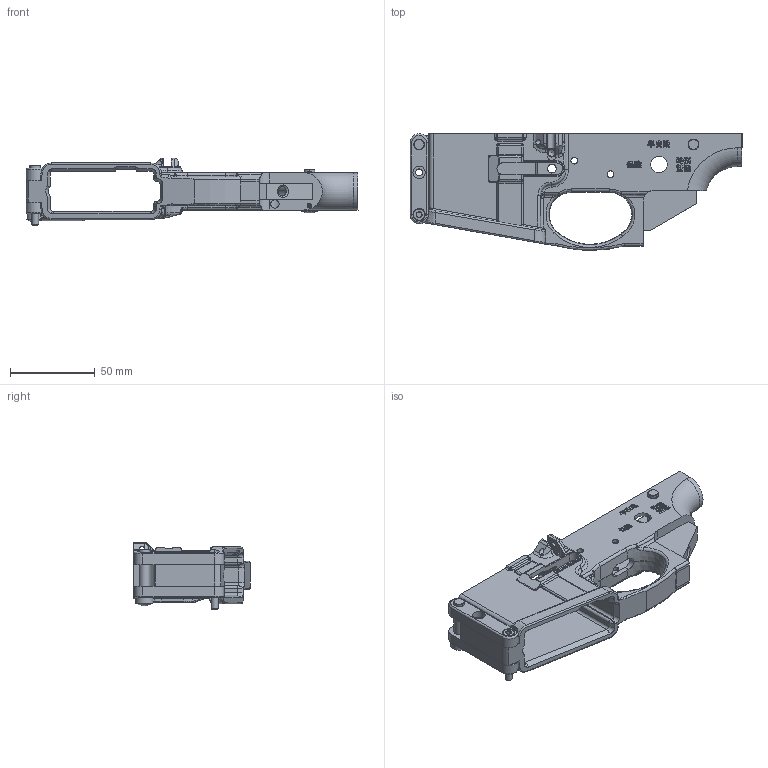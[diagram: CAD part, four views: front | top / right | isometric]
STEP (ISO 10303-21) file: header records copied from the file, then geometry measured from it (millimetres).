
FILE_DESCRIPTION(/* description */ (''),/* implementation_level */ '2;1');
FILE_NAME(/* name */ 'PPX-15SC Assembly.step',/* time_stamp */ '2023-02-04T01:05:28-05:00',/* author */ (''),/* organization */ (''),/* preprocessor_version */ 'ST-DEVELOPER v19.2',/* originating_system */ 'Autodesk Translation Framework v11.17.0.187',/* authorisation */ '');
FILE_SCHEMA (('AUTOMOTIVE_DESIGN { 1 0 10303 214 3 1 1 }'));
Products named in the file (11): PPX-15; Lopped-Off Perun Lower v14; Takedown Assembly; Takedown Pin Back; Takedown Pin Front; Takedown Pin Detent; Takedown Spring Back; Takedown Spring Front; Lower Receiver Body; 91290A172_NO THREADS_Black-Oxide Alloy Steel Socket Head Screw; 90592A090_NO THREADS_Steel Hex Nut
Assembly tree (11 placements, depth 4):
  PPX-15
    Lopped-Off Perun Lower v14
      Takedown Assembly
        Takedown Pin Back
        Takedown Pin Front
        Takedown Pin Detent  x2
        Takedown Spring Back
        Takedown Spring Front
      Lower Receiver Body
      91290A172_NO THREADS_Black-Oxide Alloy Steel Socket Head Screw
      90592A090_NO THREADS_Steel Hex Nut
Bounding box: 195.98 x 68.8 x 39.75 mm (x, y, z)
Volume: 93152.9 mm3; surface area: 57549.9 mm2
Topology: 11 solids, 11 shells, 1236 faces, 3296 edges, 2118 vertices
Faces by surface type: plane 645, bspline 297, cylinder 206, torus 38, cone 37, sphere 13
Full cylindrical faces by diameter (mm): 1.6 x4, 2.286 x2, 2.464 x1, 2.75 x1, 2.8 x2, 3.962 x4, 4 x8, 4.95 x1, 5 x1, 5.2 x1, 5.537 x1, 5.664 x1, 6.274 x4, 6.375 x2, 7 x1, 7.3 x2, 7.9 x1, 9.525 x1, 9.85 x2, 11.176 x1
Entity records: 50126 total; most frequent: CARTESIAN_POINT 20832, ORIENTED_EDGE 6554, DIRECTION 5112, EDGE_CURVE 3277, VERTEX_POINT 2113, LINE 2014, VECTOR 2014, AXIS2_PLACEMENT_3D 1549
